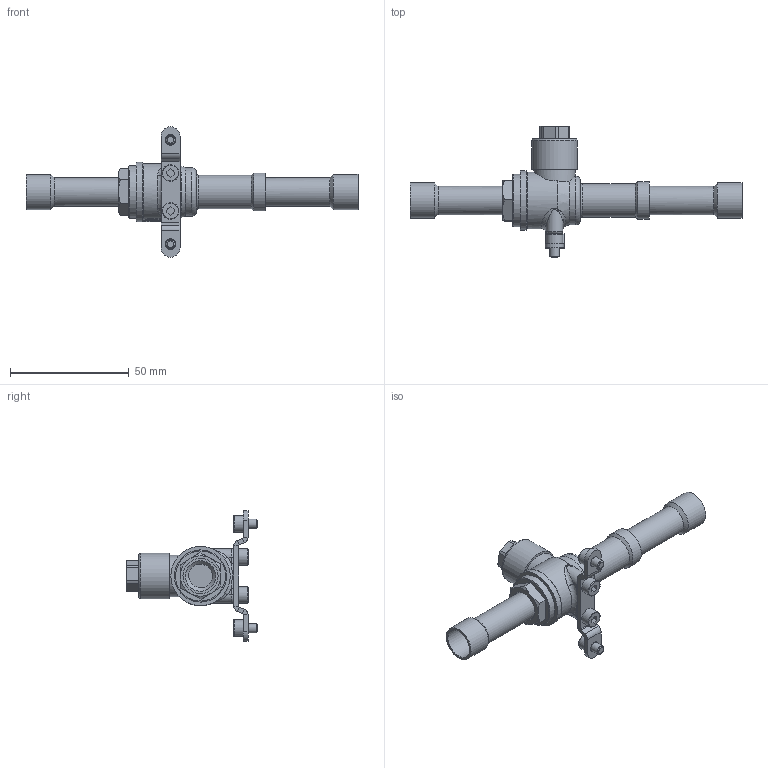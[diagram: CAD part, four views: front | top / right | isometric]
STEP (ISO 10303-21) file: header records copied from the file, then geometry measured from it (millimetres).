
FILE_DESCRIPTION(/* description */ (''),/* implementation_level */ '2;1');
FILE_NAME(/* name */ '009L7022R.stp',/* time_stamp */ '2022-08-23T16:18:48+03:00',/* author */ ('U403152'),/* organization */ (''),/* preprocessor_version */ 'ST-DEVELOPER v18.1',/* originating_system */ 'Autodesk Inventor 2020',/* authorisation */ '');
FILE_SCHEMA (('AUTOMOTIVE_DESIGN { 1 0 10303 214 3 1 1 }'));
Length unit declared in the file: millimetre
Products named in the file (1): Part1
Bounding box: 139.9 x 55.2 x 55 mm (x, y, z)
Volume: 24161.4 mm3; surface area: 15389.4 mm2
Topology: 1 solids, 8 shells, 479 faces, 1269 edges, 848 vertices
Faces by surface type: plane 198, bspline 161, cylinder 75, cone 25, torus 20
Full cylindrical faces by diameter (mm): 3.3 x2, 4 x4, 4.5 x4, 7 x4, 10 x2, 12 x2, 12.8 x2, 14 x2, 14.8 x2, 16 x1, 16.2 x1, 17.5 x1, 19.2 x1, 20.4 x1, 22 x1, 24 x1, 25 x1
Entity records: 25008 total; most frequent: CARTESIAN_POINT 13869, ORIENTED_EDGE 2534, DIRECTION 1927, EDGE_CURVE 1267, VERTEX_POINT 848, AXIS2_PLACEMENT_3D 689, LINE 549, VECTOR 549
